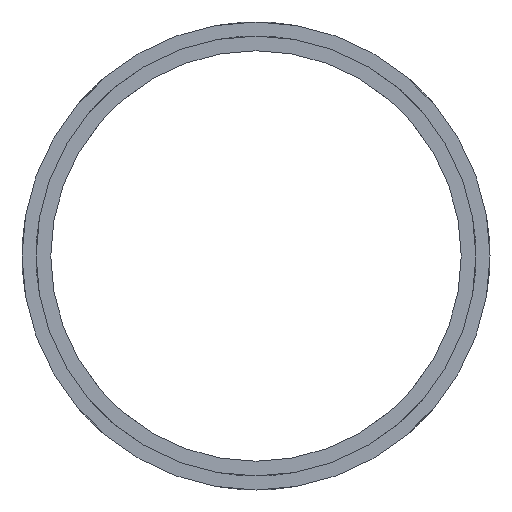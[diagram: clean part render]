
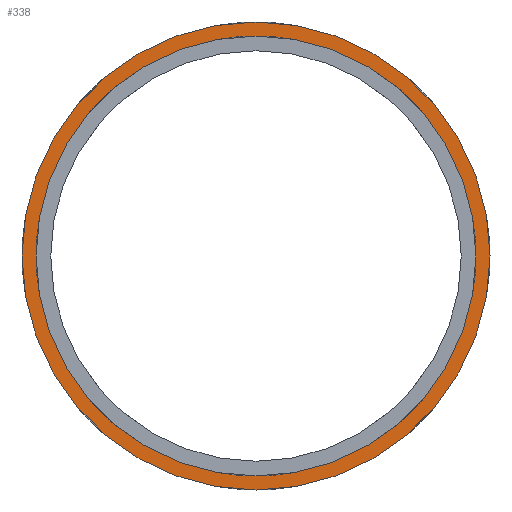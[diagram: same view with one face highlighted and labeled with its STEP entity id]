
A CAD part, front view. The second image highlights one B-rep face of the part: STEP entity #338.
In plain terms, the highlighted planar face has unit normal (0, -1, 0).
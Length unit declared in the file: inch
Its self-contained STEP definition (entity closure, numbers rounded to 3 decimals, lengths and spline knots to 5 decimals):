
#34 = EDGE_CURVE ( 'NONE', #2173, #686, #1155, .T. ) ;
#55 = CIRCLE ( 'NONE', #1310, 1.875 ) ;
#325 = FACE_OUTER_BOUND ( 'NONE', #3765, .T. ) ;
#338 = ADVANCED_FACE ( 'NONE', ( #325, #3467 ), #2581, .F. ) ;
#540 = ORIENTED_EDGE ( 'NONE', *, *, #3410, .T. ) ;
#686 = VERTEX_POINT ( 'NONE', #3655 ) ;
#751 = DIRECTION ( 'NONE',  ( 0., 1., 0. ) ) ;
#1056 = CARTESIAN_POINT ( 'NONE',  ( 0., 1., 0. ) ) ;
#1089 = ORIENTED_EDGE ( 'NONE', *, *, #34, .F. ) ;
#1155 = CIRCLE ( 'NONE', #3839, 1.995 ) ;
#1301 = DIRECTION ( 'NONE',  ( -1., 0., 0. ) ) ;
#1310 = AXIS2_PLACEMENT_3D ( 'NONE', #1934, #3296, #3864 ) ;
#1450 = DIRECTION ( 'NONE',  ( 0., 1., 0. ) ) ;
#1478 = ORIENTED_EDGE ( 'NONE', *, *, #3308, .T. ) ;
#1789 = ORIENTED_EDGE ( 'NONE', *, *, #3409, .F. ) ;
#1795 = VERTEX_POINT ( 'NONE', #2578 ) ;
#1934 = CARTESIAN_POINT ( 'NONE',  ( 0., 1., 0. ) ) ;
#2111 = CIRCLE ( 'NONE', #2247, 1.995 ) ;
#2155 = DIRECTION ( 'NONE',  ( 0., 1., 0. ) ) ;
#2173 = VERTEX_POINT ( 'NONE', #3715 ) ;
#2247 = AXIS2_PLACEMENT_3D ( 'NONE', #2565, #2332, #3601 ) ;
#2294 = CARTESIAN_POINT ( 'NONE',  ( 1.875, 1., 0. ) ) ;
#2332 = DIRECTION ( 'NONE',  ( 0., 1., 0. ) ) ;
#2439 = DIRECTION ( 'NONE',  ( -1., 0., 0. ) ) ;
#2565 = CARTESIAN_POINT ( 'NONE',  ( 0., 1., 0. ) ) ;
#2567 = AXIS2_PLACEMENT_3D ( 'NONE', #3815, #2155, #1301 ) ;
#2578 = CARTESIAN_POINT ( 'NONE',  ( -1.875, 1., 0. ) ) ;
#2581 = PLANE ( 'NONE',  #2567 ) ;
#2964 = DIRECTION ( 'NONE',  ( -1., 0., 0. ) ) ;
#3101 = CIRCLE ( 'NONE', #3647, 1.875 ) ;
#3283 = CARTESIAN_POINT ( 'NONE',  ( 0., 1., 0. ) ) ;
#3296 = DIRECTION ( 'NONE',  ( 0., 1., 0. ) ) ;
#3308 = EDGE_CURVE ( 'NONE', #1795, #4032, #3101, .T. ) ;
#3409 = EDGE_CURVE ( 'NONE', #686, #2173, #2111, .T. ) ;
#3410 = EDGE_CURVE ( 'NONE', #4032, #1795, #55, .T. ) ;
#3467 = FACE_BOUND ( 'NONE', #3794, .T. ) ;
#3601 = DIRECTION ( 'NONE',  ( -1., 0., 0. ) ) ;
#3647 = AXIS2_PLACEMENT_3D ( 'NONE', #1056, #751, #2964 ) ;
#3655 = CARTESIAN_POINT ( 'NONE',  ( -1.995, 1., 0. ) ) ;
#3715 = CARTESIAN_POINT ( 'NONE',  ( 1.995, 1., 0. ) ) ;
#3765 = EDGE_LOOP ( 'NONE', ( #1789, #1089 ) ) ;
#3794 = EDGE_LOOP ( 'NONE', ( #1478, #540 ) ) ;
#3815 = CARTESIAN_POINT ( 'NONE',  ( 1.875, 1., 0. ) ) ;
#3839 = AXIS2_PLACEMENT_3D ( 'NONE', #3283, #1450, #2439 ) ;
#3864 = DIRECTION ( 'NONE',  ( -1., 0., 0. ) ) ;
#4032 = VERTEX_POINT ( 'NONE', #2294 ) ;
